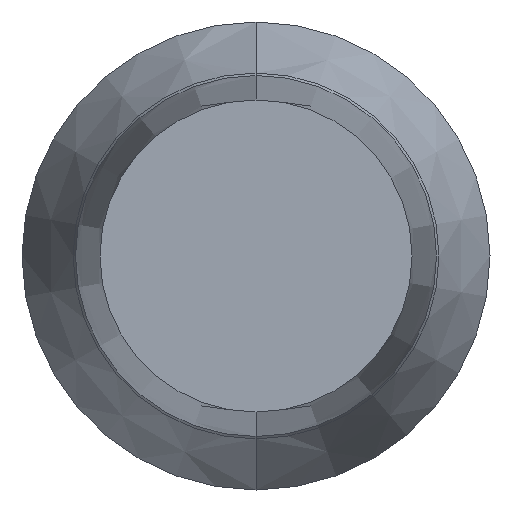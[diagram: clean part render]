
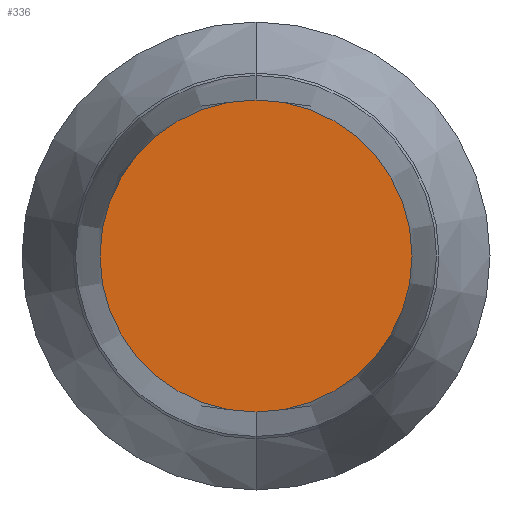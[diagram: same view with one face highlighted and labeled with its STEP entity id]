
A CAD part, front view. The second image highlights one B-rep face of the part: STEP entity #336.
In plain terms, the highlighted planar face has unit normal (0, -1, 0).
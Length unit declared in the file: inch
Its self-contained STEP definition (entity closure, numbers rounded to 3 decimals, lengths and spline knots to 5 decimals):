
#15 = FACE_OUTER_BOUND ( 'NONE', #215, .T. ) ;
#19 = CARTESIAN_POINT ( 'NONE',  ( 0., 0., 0. ) ) ;
#78 = DIRECTION ( 'NONE',  ( 0., 0., -1. ) ) ;
#93 = DIRECTION ( 'NONE',  ( 0., -1., 0. ) ) ;
#95 = CIRCLE ( 'NONE', #348, 0.0625 ) ;
#101 = CARTESIAN_POINT ( 'NONE',  ( 0., 0., -0.0625 ) ) ;
#111 = ORIENTED_EDGE ( 'NONE', *, *, #126, .T. ) ;
#120 = DIRECTION ( 'NONE',  ( 0., 0., -1. ) ) ;
#126 = EDGE_CURVE ( 'NONE', #289, #224, #95, .T. ) ;
#131 = PLANE ( 'NONE',  #229 ) ;
#143 = AXIS2_PLACEMENT_3D ( 'NONE', #232, #425, #120 ) ;
#184 = CARTESIAN_POINT ( 'NONE',  ( 0., 0., 0.0625 ) ) ;
#198 = CIRCLE ( 'NONE', #143, 0.0625 ) ;
#214 = DIRECTION ( 'NONE',  ( 0., 0., -1. ) ) ;
#215 = EDGE_LOOP ( 'NONE', ( #111, #457 ) ) ;
#224 = VERTEX_POINT ( 'NONE', #101 ) ;
#229 = AXIS2_PLACEMENT_3D ( 'NONE', #19, #332, #78 ) ;
#232 = CARTESIAN_POINT ( 'NONE',  ( 0., 0., 0. ) ) ;
#289 = VERTEX_POINT ( 'NONE', #184 ) ;
#332 = DIRECTION ( 'NONE',  ( 0., -1., 0. ) ) ;
#336 = ADVANCED_FACE ( 'NONE', ( #15 ), #131, .T. ) ;
#348 = AXIS2_PLACEMENT_3D ( 'NONE', #404, #93, #214 ) ;
#397 = EDGE_CURVE ( 'NONE', #224, #289, #198, .T. ) ;
#404 = CARTESIAN_POINT ( 'NONE',  ( 0., 0., 0. ) ) ;
#425 = DIRECTION ( 'NONE',  ( 0., -1., 0. ) ) ;
#457 = ORIENTED_EDGE ( 'NONE', *, *, #397, .T. ) ;
